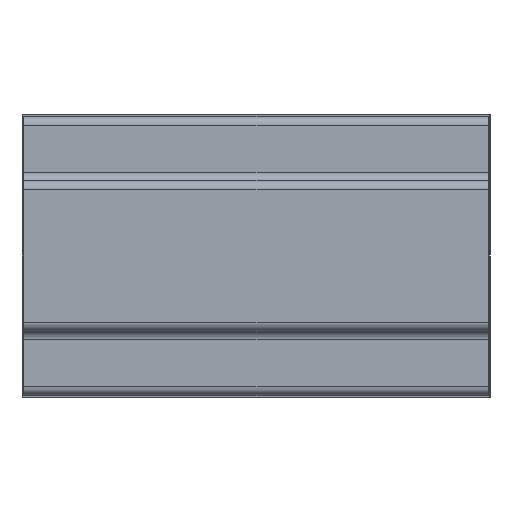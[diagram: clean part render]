
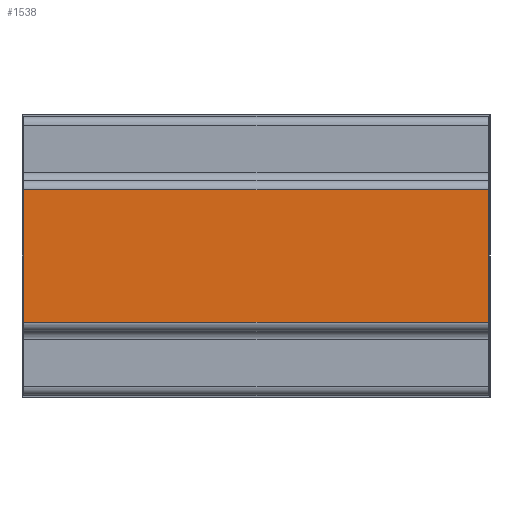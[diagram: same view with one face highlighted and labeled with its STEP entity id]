
A CAD part, left-side view. The second image highlights one B-rep face of the part: STEP entity #1538.
In plain terms, the highlighted planar face has unit normal (-1, 0, 0).
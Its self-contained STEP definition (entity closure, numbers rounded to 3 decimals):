
#120=LINE('',#2466,#252);
#129=LINE('',#2497,#261);
#142=LINE('',#2548,#274);
#143=LINE('',#2549,#275);
#252=VECTOR('',#1944,1000.);
#261=VECTOR('',#1967,1000.);
#274=VECTOR('',#2016,1000.);
#275=VECTOR('',#2017,1000.);
#473=ORIENTED_EDGE('',*,*,#842,.T.);
#474=ORIENTED_EDGE('',*,*,#869,.F.);
#475=ORIENTED_EDGE('',*,*,#827,.F.);
#476=ORIENTED_EDGE('',*,*,#870,.T.);
#827=EDGE_CURVE('',#1030,#1031,#120,.T.);
#842=EDGE_CURVE('',#1046,#1045,#129,.T.);
#869=EDGE_CURVE('',#1031,#1045,#142,.T.);
#870=EDGE_CURVE('',#1030,#1046,#143,.T.);
#1030=VERTEX_POINT('',#2465);
#1031=VERTEX_POINT('',#2467);
#1045=VERTEX_POINT('',#2496);
#1046=VERTEX_POINT('',#2498);
#1210=EDGE_LOOP('',(#473,#474,#475,#476));
#1358=FACE_BOUND('',#1210,.T.);
#1483=PLANE('',#1697);
#1538=ADVANCED_FACE('',(#1358),#1483,.F.);
#1697=AXIS2_PLACEMENT_3D('',#2547,#2014,#2015);
#1944=DIRECTION('',(0.,0.,1.));
#1967=DIRECTION('',(0.,0.,1.));
#2014=DIRECTION('',(1.,0.,0.));
#2015=DIRECTION('',(0.,0.,-1.));
#2016=DIRECTION('',(0.,-1.,0.));
#2017=DIRECTION('',(0.,-1.,0.));
#2465=CARTESIAN_POINT('',(-68.5,52.8,-7.5));
#2466=CARTESIAN_POINT('',(-68.5,52.8,-7.5));
#2467=CARTESIAN_POINT('',(-68.5,52.8,7.5));
#2496=CARTESIAN_POINT('',(-68.5,0.2,7.5));
#2497=CARTESIAN_POINT('',(-68.5,0.2,-7.5));
#2498=CARTESIAN_POINT('',(-68.5,0.2,-7.5));
#2547=CARTESIAN_POINT('',(-68.5,52.8,-7.5));
#2548=CARTESIAN_POINT('',(-68.5,52.8,7.5));
#2549=CARTESIAN_POINT('',(-68.5,52.8,-7.5));
